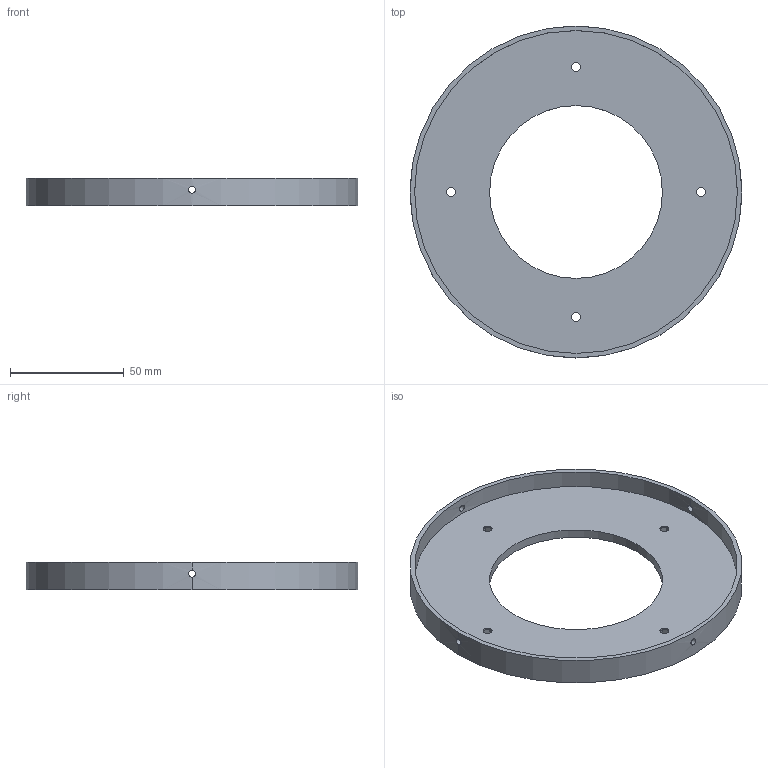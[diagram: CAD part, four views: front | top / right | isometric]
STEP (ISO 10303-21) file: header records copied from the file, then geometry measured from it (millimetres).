
FILE_DESCRIPTION (( 'STEP AP214' ), '1' );
FILE_NAME ('BottomPlate.STEP', '2025-01-10T12:02:23', ( '' ), ( '' ), 'SwSTEP 2.0', 'SolidWorks 2024', '' );
FILE_SCHEMA (( 'AUTOMOTIVE_DESIGN' ));
Length unit declared in the file: millimetre
Products named in the file (1): BottomPlate
Bounding box: 146 x 146 x 12 mm (x, y, z)
Volume: 55418.6 mm3; surface area: 34707.1 mm2
Topology: 1 solids, 1 shells, 53 faces, 150 edges, 100 vertices
Faces by surface type: plane 31, cylinder 22
Entity records: 2131 total; most frequent: CARTESIAN_POINT 712, ORIENTED_EDGE 300, DIRECTION 262, EDGE_CURVE 150, VERTEX_POINT 100, LINE 98, VECTOR 98, AXIS2_PLACEMENT_3D 82
